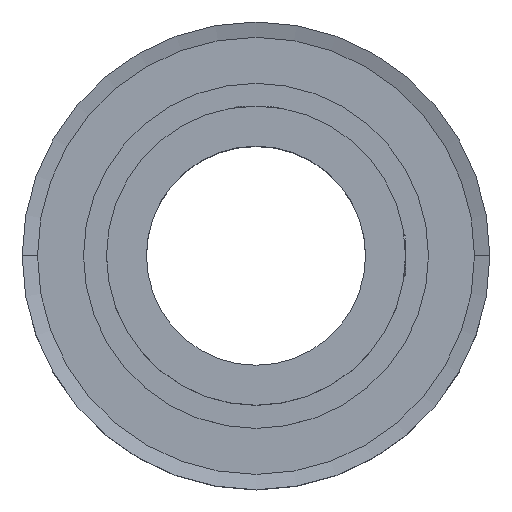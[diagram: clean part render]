
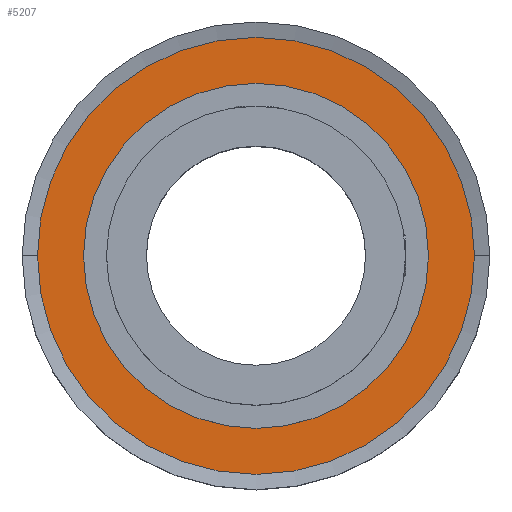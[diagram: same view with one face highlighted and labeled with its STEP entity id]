
A CAD part, top view. The second image highlights one B-rep face of the part: STEP entity #5207.
In plain terms, the highlighted planar face has unit normal (0, 0, 1).
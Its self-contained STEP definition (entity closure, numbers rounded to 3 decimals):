
#134 = CARTESIAN_POINT ( 'NONE',  ( -22.5, 0., 21.1 ) ) ;
#151 = DIRECTION ( 'NONE',  ( 1., 0., 0. ) ) ;
#638 = DIRECTION ( 'NONE',  ( 1., 0., 0. ) ) ;
#842 = DIRECTION ( 'NONE',  ( 0., 0., 1. ) ) ;
#1135 = FACE_BOUND ( 'NONE', #6791, .T. ) ;
#1281 = CIRCLE ( 'NONE', #5822, 28.5 ) ;
#1884 = AXIS2_PLACEMENT_3D ( 'NONE', #3178, #3888, #151 ) ;
#2039 = FACE_OUTER_BOUND ( 'NONE', #7554, .T. ) ;
#2045 = DIRECTION ( 'NONE',  ( 0., 0., 1. ) ) ;
#2113 = EDGE_CURVE ( 'NONE', #2356, #3993, #2925, .T. ) ;
#2171 = CARTESIAN_POINT ( 'NONE',  ( 0., 0., 21.1 ) ) ;
#2319 = VERTEX_POINT ( 'NONE', #5565 ) ;
#2356 = VERTEX_POINT ( 'NONE', #134 ) ;
#2438 = AXIS2_PLACEMENT_3D ( 'NONE', #8007, #4691, #638 ) ;
#2536 = DIRECTION ( 'NONE',  ( 1., 0., 0. ) ) ;
#2889 = EDGE_CURVE ( 'NONE', #3993, #2356, #3389, .T. ) ;
#2925 = CIRCLE ( 'NONE', #4059, 22.5 ) ;
#3178 = CARTESIAN_POINT ( 'NONE',  ( 0., 22.5, 21.1 ) ) ;
#3247 = CARTESIAN_POINT ( 'NONE',  ( 0., 0., 21.1 ) ) ;
#3389 = CIRCLE ( 'NONE', #8253, 22.5 ) ;
#3844 = PLANE ( 'NONE',  #1884 ) ;
#3888 = DIRECTION ( 'NONE',  ( 0., 0., 1. ) ) ;
#3993 = VERTEX_POINT ( 'NONE', #4513 ) ;
#4059 = AXIS2_PLACEMENT_3D ( 'NONE', #3247, #7995, #2536 ) ;
#4513 = CARTESIAN_POINT ( 'NONE',  ( 22.5, 0., 21.1 ) ) ;
#4691 = DIRECTION ( 'NONE',  ( 0., 0., 1. ) ) ;
#5207 = ADVANCED_FACE ( 'NONE', ( #2039, #1135 ), #3844, .T. ) ;
#5565 = CARTESIAN_POINT ( 'NONE',  ( -28.5, 0., 21.1 ) ) ;
#5822 = AXIS2_PLACEMENT_3D ( 'NONE', #8495, #842, #7032 ) ;
#5898 = VERTEX_POINT ( 'NONE', #7939 ) ;
#6495 = ORIENTED_EDGE ( 'NONE', *, *, #2113, .F. ) ;
#6597 = ORIENTED_EDGE ( 'NONE', *, *, #6712, .T. ) ;
#6712 = EDGE_CURVE ( 'NONE', #2319, #5898, #7132, .T. ) ;
#6791 = EDGE_LOOP ( 'NONE', ( #7200, #6495 ) ) ;
#7032 = DIRECTION ( 'NONE',  ( 1., 0., 0. ) ) ;
#7132 = CIRCLE ( 'NONE', #2438, 28.5 ) ;
#7200 = ORIENTED_EDGE ( 'NONE', *, *, #2889, .F. ) ;
#7554 = EDGE_LOOP ( 'NONE', ( #8653, #6597 ) ) ;
#7939 = CARTESIAN_POINT ( 'NONE',  ( 28.5, 0., 21.1 ) ) ;
#7995 = DIRECTION ( 'NONE',  ( 0., 0., 1. ) ) ;
#8007 = CARTESIAN_POINT ( 'NONE',  ( 0., 0., 21.1 ) ) ;
#8253 = AXIS2_PLACEMENT_3D ( 'NONE', #2171, #2045, #8802 ) ;
#8495 = CARTESIAN_POINT ( 'NONE',  ( 0., 0., 21.1 ) ) ;
#8653 = ORIENTED_EDGE ( 'NONE', *, *, #8733, .T. ) ;
#8733 = EDGE_CURVE ( 'NONE', #5898, #2319, #1281, .T. ) ;
#8802 = DIRECTION ( 'NONE',  ( 1., 0., 0. ) ) ;
